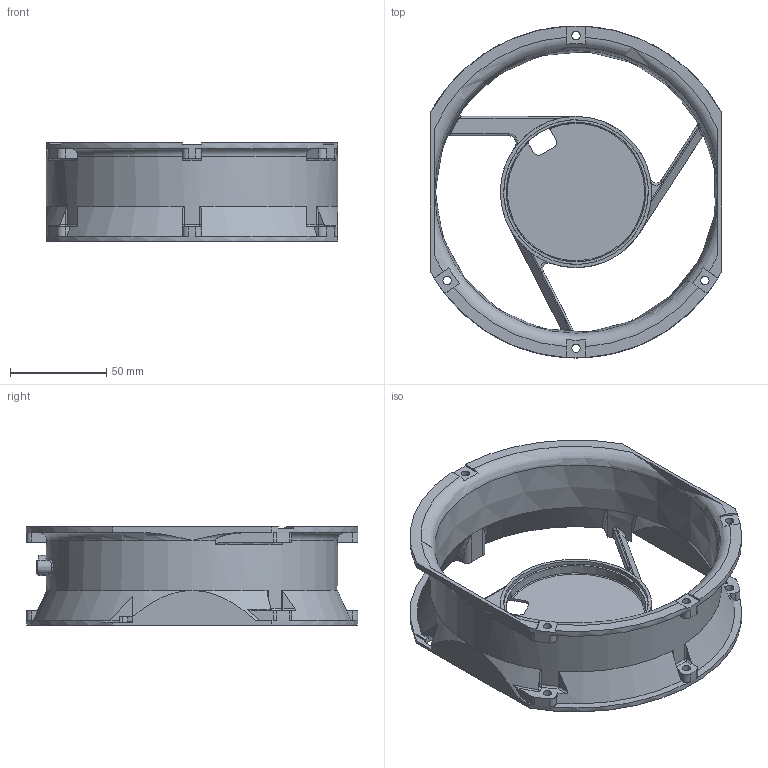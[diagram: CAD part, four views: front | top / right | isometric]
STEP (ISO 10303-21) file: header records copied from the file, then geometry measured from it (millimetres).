
FILE_DESCRIPTION(('FreeCAD Model'),'2;1');
FILE_NAME('OD172SAP Frame Only.stp', '2020-02-27T15:14:27',('Author'),(''), 'Open CASCADE STEP processor 7.3','FreeCAD','Unknown');
FILE_SCHEMA(('AUTOMOTIVE_DESIGN { 1 0 10303 214 1 1 1 1 }'));
Length unit declared in the file: millimetre
Products named in the file (1): OD172SAP_Frame
Bounding box: 151 x 171.99 x 51 mm (x, y, z)
Volume: 97852.6 mm3; surface area: 80262.1 mm2
Topology: 1 solids, 1 shells, 294 faces, 823 edges, 521 vertices
Faces by surface type: plane 114, cylinder 95, torus 34, bspline 26, cone 17, sphere 8
Full cylindrical faces by diameter (mm): 3.1 x1, 3.3 x1, 4.35 x8, 78.4 x1, 151 x1
Entity records: 33185 total; most frequent: CARTESIAN_POINT 18031, DIRECTION 2566, ORIENTED_EDGE 1630, PCURVE 1630, DEFINITIONAL_REPRESENTATION 1630, LINE 1299, VECTOR 1299, EDGE_CURVE 815
